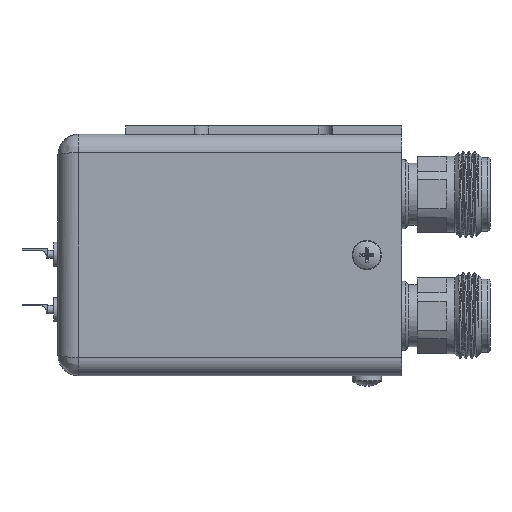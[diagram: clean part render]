
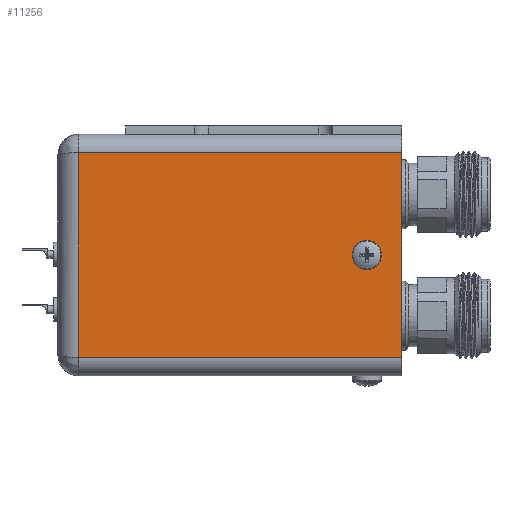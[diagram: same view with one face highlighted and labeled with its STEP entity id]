
A CAD part, left-side view. The second image highlights one B-rep face of the part: STEP entity #11256.
In plain terms, the highlighted planar face has unit normal (-1, 0, 0).
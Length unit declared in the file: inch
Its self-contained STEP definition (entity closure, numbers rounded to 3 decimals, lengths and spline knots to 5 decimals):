
#850 = VERTEX_POINT ( 'NONE', #10787 ) ;
#959 = CARTESIAN_POINT ( 'NONE',  ( -0.875, 0.252, 0.0675 ) ) ;
#1806 = FACE_OUTER_BOUND ( 'NONE', #4582, .T. ) ;
#1879 = DIRECTION ( 'NONE',  ( 1., 0., 0. ) ) ;
#2005 = LINE ( 'NONE', #12473, #15107 ) ;
#2148 = EDGE_CURVE ( 'NONE', #850, #4001, #2005, .T. ) ;
#3177 = AXIS2_PLACEMENT_3D ( 'NONE', #5443, #1879, #10014 ) ;
#3852 = ORIENTED_EDGE ( 'NONE', *, *, #2148, .T. ) ;
#4001 = VERTEX_POINT ( 'NONE', #11236 ) ;
#4392 = DIRECTION ( 'NONE',  ( 0., 0., -1. ) ) ;
#4426 = CARTESIAN_POINT ( 'NONE',  ( -0.875, 2.49, 0.741 ) ) ;
#4582 = EDGE_LOOP ( 'NONE', ( #3852, #13818, #12571, #5695 ) ) ;
#5011 = EDGE_CURVE ( 'NONE', #4001, #5603, #12830, .T. ) ;
#5130 = VECTOR ( 'NONE', #13969, 39.37008 ) ;
#5144 = FACE_BOUND ( 'NONE', #8034, .T. ) ;
#5421 = CARTESIAN_POINT ( 'NONE',  ( -0.875, 0., -0.741 ) ) ;
#5443 = CARTESIAN_POINT ( 'NONE',  ( -0.875, 2.49, 0.875 ) ) ;
#5446 = LINE ( 'NONE', #5528, #10613 ) ;
#5528 = CARTESIAN_POINT ( 'NONE',  ( -0.875, 0., 0.875 ) ) ;
#5603 = VERTEX_POINT ( 'NONE', #5421 ) ;
#5695 = ORIENTED_EDGE ( 'NONE', *, *, #11443, .T. ) ;
#5842 = DIRECTION ( 'NONE',  ( -1., 0., 0. ) ) ;
#5955 = VERTEX_POINT ( 'NONE', #10281 ) ;
#6067 = CARTESIAN_POINT ( 'NONE',  ( -0.875, 0.252, 0. ) ) ;
#6619 = CARTESIAN_POINT ( 'NONE',  ( -0.875, 0., 0.741 ) ) ;
#7250 = ORIENTED_EDGE ( 'NONE', *, *, #15102, .F. ) ;
#8034 = EDGE_LOOP ( 'NONE', ( #13904, #7250 ) ) ;
#8468 = VECTOR ( 'NONE', #14136, 39.37008 ) ;
#8943 = DIRECTION ( 'NONE',  ( 0., 0., 1. ) ) ;
#9356 = DIRECTION ( 'NONE',  ( -1., 0., 0. ) ) ;
#9434 = DIRECTION ( 'NONE',  ( 0., 0., 1. ) ) ;
#9870 = PLANE ( 'NONE',  #3177 ) ;
#10014 = DIRECTION ( 'NONE',  ( 0., 1., 0. ) ) ;
#10149 = CIRCLE ( 'NONE', #14853, 0.0675 ) ;
#10281 = CARTESIAN_POINT ( 'NONE',  ( -0.875, 0.252, -0.0675 ) ) ;
#10293 = AXIS2_PLACEMENT_3D ( 'NONE', #6067, #5842, #11810 ) ;
#10613 = VECTOR ( 'NONE', #8943, 39.37008 ) ;
#10787 = CARTESIAN_POINT ( 'NONE',  ( -0.875, 2.34, 0.741 ) ) ;
#11236 = CARTESIAN_POINT ( 'NONE',  ( -0.875, 2.34, -0.741 ) ) ;
#11256 = ADVANCED_FACE ( 'NONE', ( #5144, #1806 ), #9870, .F. ) ;
#11443 = EDGE_CURVE ( 'NONE', #13745, #850, #15043, .T. ) ;
#11451 = VERTEX_POINT ( 'NONE', #959 ) ;
#11661 = CARTESIAN_POINT ( 'NONE',  ( -0.875, 2.49, -0.741 ) ) ;
#11810 = DIRECTION ( 'NONE',  ( 0., 0., 1. ) ) ;
#12473 = CARTESIAN_POINT ( 'NONE',  ( -0.875, 2.34, -0.875 ) ) ;
#12571 = ORIENTED_EDGE ( 'NONE', *, *, #12574, .T. ) ;
#12574 = EDGE_CURVE ( 'NONE', #5603, #13745, #5446, .T. ) ;
#12830 = LINE ( 'NONE', #11661, #8468 ) ;
#13071 = CARTESIAN_POINT ( 'NONE',  ( -0.875, 0.252, 0. ) ) ;
#13515 = CIRCLE ( 'NONE', #10293, 0.0675 ) ;
#13745 = VERTEX_POINT ( 'NONE', #6619 ) ;
#13818 = ORIENTED_EDGE ( 'NONE', *, *, #5011, .T. ) ;
#13904 = ORIENTED_EDGE ( 'NONE', *, *, #14592, .F. ) ;
#13969 = DIRECTION ( 'NONE',  ( 0., 1., 0. ) ) ;
#14136 = DIRECTION ( 'NONE',  ( 0., -1., 0. ) ) ;
#14592 = EDGE_CURVE ( 'NONE', #11451, #5955, #10149, .T. ) ;
#14853 = AXIS2_PLACEMENT_3D ( 'NONE', #13071, #9356, #9434 ) ;
#15043 = LINE ( 'NONE', #4426, #5130 ) ;
#15102 = EDGE_CURVE ( 'NONE', #5955, #11451, #13515, .T. ) ;
#15107 = VECTOR ( 'NONE', #4392, 39.37008 ) ;
